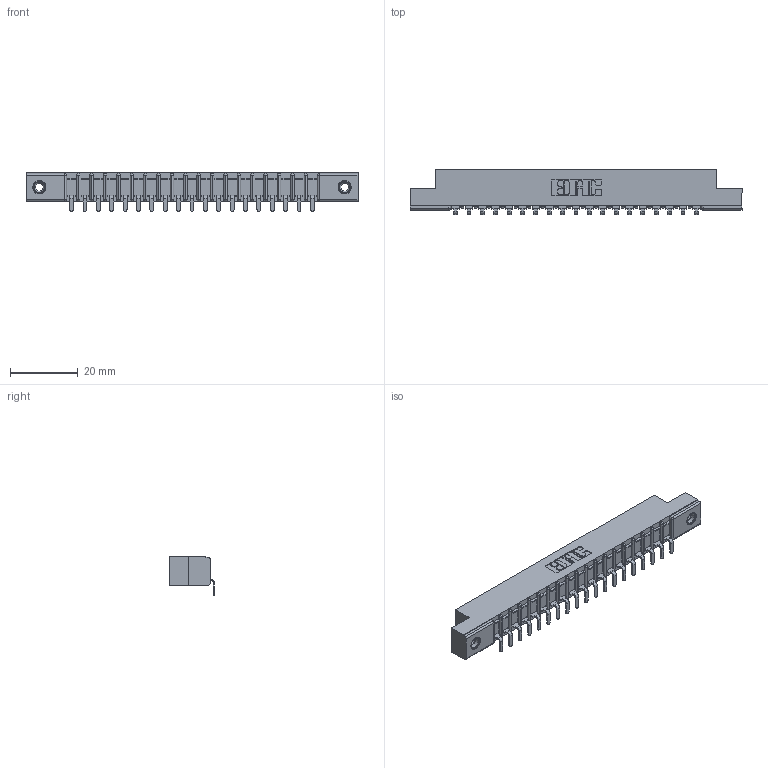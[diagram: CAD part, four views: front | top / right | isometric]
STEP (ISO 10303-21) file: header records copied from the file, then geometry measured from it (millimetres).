
FILE_DESCRIPTION (( 'STEP AP203' ), '1' );
FILE_NAME ('307-019-553-108.STEP', '2018-08-04T00:25:43', ( '' ), ( '' ), 'SwSTEP 2.0', 'SolidWorks 2016', '' );
FILE_SCHEMA (( 'CONFIG_CONTROL_DESIGN' ));
Length unit declared in the file: inch
Products named in the file (4): 307-019-553-108; 307 Part_.156 Dia Mounting Holes; 307-290-002_553; 345-250-001_345-250-003-102
Assembly tree (22 placements, depth 2):
  307-019-553-108
    307 Part_.156 Dia Mounting Holes
    307-290-002_553  x19
    345-250-001_345-250-003-102  x2
Bounding box: 98.3 x 13.32 x 11.51 mm (x, y, z)
Volume: 6481.3 mm3; surface area: 11646 mm2
Topology: 22 solids, 22 shells, 1680 faces, 5095 edges, 3334 vertices
Faces by surface type: plane 995, cylinder 629, sphere 40, cone 12, torus 4
Entity records: 21163 total; most frequent: CARTESIAN_POINT 3547, ORIENTED_EDGE 3530, DIRECTION 3467, EDGE_CURVE 1765, VECTOR 1339, LINE 1339, VERTEX_POINT 1144, AXIS2_PLACEMENT_3D 1064
